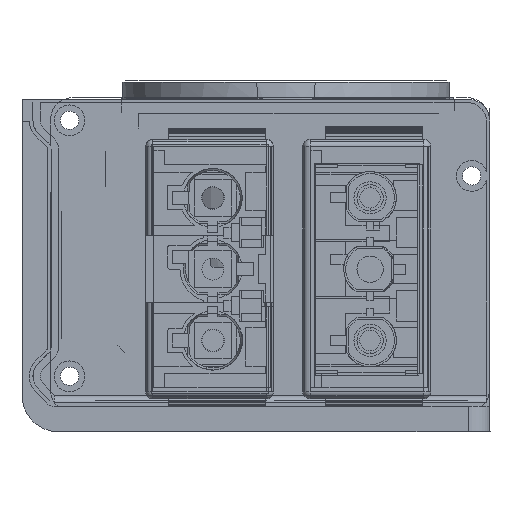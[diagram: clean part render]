
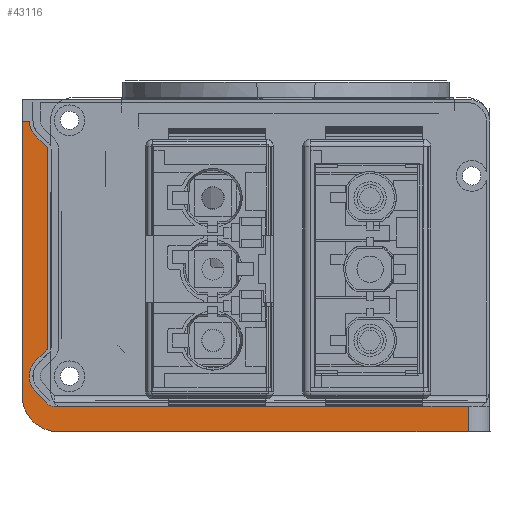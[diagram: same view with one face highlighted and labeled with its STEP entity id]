
A CAD part, front view. The second image highlights one B-rep face of the part: STEP entity #43116.
In plain terms, the highlighted planar face has unit normal (0, -1, 0).
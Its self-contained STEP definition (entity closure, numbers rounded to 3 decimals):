
#2537=PLANE('',#45996);
#4495=FACE_OUTER_BOUND('',#6662,.T.);
#6662=EDGE_LOOP('',(#40085,#40086,#40087,#40088,#40089,#40090,#40091,#40092,
#40093,#40094,#40095,#40096,#40097,#40098,#40099));
#7615=CIRCLE('',#45997,1.5);
#7616=CIRCLE('',#45998,3.);
#7617=CIRCLE('',#45999,0.5);
#7618=CIRCLE('',#46000,0.5);
#7619=CIRCLE('',#46001,3.);
#7620=CIRCLE('',#46002,5.);
#12564=LINE('',#73628,#17841);
#12565=LINE('',#73632,#17842);
#12566=LINE('',#73636,#17843);
#12567=LINE('',#73640,#17844);
#12568=LINE('',#73644,#17845);
#12569=LINE('',#73648,#17846);
#12570=LINE('',#73650,#17847);
#12571=LINE('',#73654,#17848);
#12572=LINE('',#73655,#17849);
#17841=VECTOR('',#56408,56.575);
#17842=VECTOR('',#56411,2.166);
#17843=VECTOR('',#56414,2.086);
#17844=VECTOR('',#56417,27.101);
#17845=VECTOR('',#56420,2.086);
#17846=VECTOR('',#56423,1.002);
#17847=VECTOR('',#56424,37.5);
#17848=VECTOR('',#56427,56.);
#17849=VECTOR('',#56428,3.5);
#22317=VERTEX_POINT('',#73626);
#22318=VERTEX_POINT('',#73627);
#22319=VERTEX_POINT('',#73629);
#22320=VERTEX_POINT('',#73631);
#22321=VERTEX_POINT('',#73633);
#22322=VERTEX_POINT('',#73635);
#22323=VERTEX_POINT('',#73637);
#22324=VERTEX_POINT('',#73639);
#22325=VERTEX_POINT('',#73641);
#22326=VERTEX_POINT('',#73643);
#22327=VERTEX_POINT('',#73645);
#22328=VERTEX_POINT('',#73647);
#22329=VERTEX_POINT('',#73649);
#22330=VERTEX_POINT('',#73651);
#22331=VERTEX_POINT('',#73653);
#28736=EDGE_CURVE('',#22317,#22318,#12564,.T.);
#28737=EDGE_CURVE('',#22319,#22317,#7615,.T.);
#28738=EDGE_CURVE('',#22320,#22319,#12565,.T.);
#28739=EDGE_CURVE('',#22321,#22320,#7616,.T.);
#28740=EDGE_CURVE('',#22322,#22321,#12566,.T.);
#28741=EDGE_CURVE('',#22323,#22322,#7617,.T.);
#28742=EDGE_CURVE('',#22324,#22323,#12567,.T.);
#28743=EDGE_CURVE('',#22325,#22324,#7618,.T.);
#28744=EDGE_CURVE('',#22326,#22325,#12568,.T.);
#28745=EDGE_CURVE('',#22327,#22326,#7619,.T.);
#28746=EDGE_CURVE('',#22328,#22327,#12569,.T.);
#28747=EDGE_CURVE('',#22329,#22328,#12570,.T.);
#28748=EDGE_CURVE('',#22330,#22329,#7620,.T.);
#28749=EDGE_CURVE('',#22330,#22331,#12571,.T.);
#28750=EDGE_CURVE('',#22318,#22331,#12572,.T.);
#40085=ORIENTED_EDGE('',*,*,#28736,.F.);
#40086=ORIENTED_EDGE('',*,*,#28737,.F.);
#40087=ORIENTED_EDGE('',*,*,#28738,.F.);
#40088=ORIENTED_EDGE('',*,*,#28739,.F.);
#40089=ORIENTED_EDGE('',*,*,#28740,.F.);
#40090=ORIENTED_EDGE('',*,*,#28741,.F.);
#40091=ORIENTED_EDGE('',*,*,#28742,.F.);
#40092=ORIENTED_EDGE('',*,*,#28743,.F.);
#40093=ORIENTED_EDGE('',*,*,#28744,.F.);
#40094=ORIENTED_EDGE('',*,*,#28745,.F.);
#40095=ORIENTED_EDGE('',*,*,#28746,.F.);
#40096=ORIENTED_EDGE('',*,*,#28747,.F.);
#40097=ORIENTED_EDGE('',*,*,#28748,.F.);
#40098=ORIENTED_EDGE('',*,*,#28749,.T.);
#40099=ORIENTED_EDGE('',*,*,#28750,.F.);
#43116=ADVANCED_FACE('',(#4495),#2537,.T.);
#45996=AXIS2_PLACEMENT_3D('',#73625,#56406,#56407);
#45997=AXIS2_PLACEMENT_3D('',#73630,#56409,#56410);
#45998=AXIS2_PLACEMENT_3D('',#73634,#56412,#56413);
#45999=AXIS2_PLACEMENT_3D('',#73638,#56415,#56416);
#46000=AXIS2_PLACEMENT_3D('',#73642,#56418,#56419);
#46001=AXIS2_PLACEMENT_3D('',#73646,#56421,#56422);
#46002=AXIS2_PLACEMENT_3D('',#73652,#56425,#56426);
#56406=DIRECTION('center_axis',(0.,-1.,0.));
#56407=DIRECTION('ref_axis',(0.,0.,1.));
#56408=DIRECTION('',(1.,0.,0.));
#56409=DIRECTION('center_axis',(0.,-1.,0.));
#56410=DIRECTION('ref_axis',(-0.391,0.,-0.92));
#56411=DIRECTION('',(0.694,0.,-0.72));
#56412=DIRECTION('center_axis',(0.,-1.,0.));
#56413=DIRECTION('ref_axis',(-1.,0.,0.009));
#56414=DIRECTION('',(-0.707,0.,-0.707));
#56415=DIRECTION('center_axis',(0.,1.,0.));
#56416=DIRECTION('ref_axis',(0.924,0.,-0.383));
#56417=DIRECTION('',(0.,0.,-1.));
#56418=DIRECTION('center_axis',(0.,1.,0.));
#56419=DIRECTION('ref_axis',(0.924,0.,0.383));
#56420=DIRECTION('',(0.707,0.,-0.707));
#56421=DIRECTION('center_axis',(0.,-1.,0.));
#56422=DIRECTION('ref_axis',(-0.916,0.,-0.401));
#56423=DIRECTION('',(1.,0.,0.));
#56424=DIRECTION('',(0.,0.,1.));
#56425=DIRECTION('center_axis',(0.,1.,0.));
#56426=DIRECTION('ref_axis',(-0.707,0.,-0.707));
#56427=DIRECTION('',(1.,0.,0.));
#56428=DIRECTION('',(0.,0.,-1.));
#73625=CARTESIAN_POINT('Origin',(-2.,-77.,-1.8));
#73626=CARTESIAN_POINT('',(-29.575,-77.,-0.3));
#73627=CARTESIAN_POINT('',(27.,-77.,-0.3));
#73628=CARTESIAN_POINT('',(14.,-77.,-0.3));
#73629=CARTESIAN_POINT('',(-30.655,-77.,0.158));
#73630=CARTESIAN_POINT('Origin',(-29.575,-77.,1.2));
#73631=CARTESIAN_POINT('',(-32.159,-77.,1.717));
#73632=CARTESIAN_POINT('',(-24.008,-77.,-6.729));
#73633=CARTESIAN_POINT('',(-32.121,-77.,5.921));
#73634=CARTESIAN_POINT('Origin',(-30.,-77.,3.8));
#73635=CARTESIAN_POINT('',(-30.646,-77.,7.396));
#73636=CARTESIAN_POINT('',(-25.637,-77.,12.405));
#73637=CARTESIAN_POINT('',(-30.5,-77.,7.75));
#73638=CARTESIAN_POINT('Origin',(-31.,-77.,7.75));
#73639=CARTESIAN_POINT('',(-30.5,-77.,34.85));
#73640=CARTESIAN_POINT('',(-30.5,-77.,-2.8));
#73641=CARTESIAN_POINT('',(-30.646,-77.,35.204));
#73642=CARTESIAN_POINT('Origin',(-31.,-77.,34.85));
#73643=CARTESIAN_POINT('',(-32.121,-77.,36.679));
#73644=CARTESIAN_POINT('',(-14.971,-77.,19.529));
#73645=CARTESIAN_POINT('',(-32.998,-77.,38.7));
#73646=CARTESIAN_POINT('Origin',(-30.,-77.,38.8));
#73647=CARTESIAN_POINT('',(-34.,-77.,38.7));
#73648=CARTESIAN_POINT('',(14.,-77.,38.7));
#73649=CARTESIAN_POINT('',(-34.,-77.,1.2));
#73650=CARTESIAN_POINT('',(-34.,-77.,30.325));
#73651=CARTESIAN_POINT('',(-29.,-77.,-3.8));
#73652=CARTESIAN_POINT('Origin',(-29.,-77.,1.2));
#73653=CARTESIAN_POINT('',(27.,-77.,-3.8));
#73654=CARTESIAN_POINT('',(30.,-77.,-3.8));
#73655=CARTESIAN_POINT('',(27.,-77.,-2.8));
